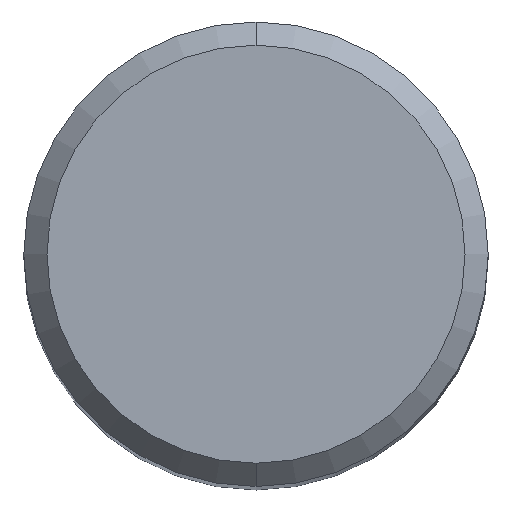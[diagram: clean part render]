
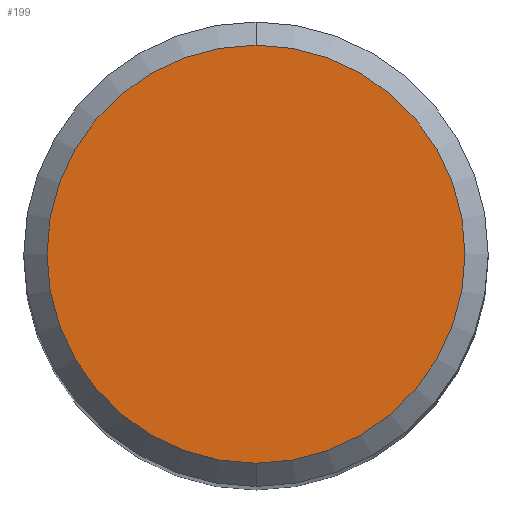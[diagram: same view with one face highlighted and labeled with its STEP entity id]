
A CAD part, top view. The second image highlights one B-rep face of the part: STEP entity #199.
In plain terms, the highlighted planar face has unit normal (0, 0, 1).
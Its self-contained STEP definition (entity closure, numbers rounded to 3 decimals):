
#129=VERTEX_POINT('',#283);
#131=EDGE_CURVE('',#129,#175,#285,.T.);
#175=VERTEX_POINT('',#333);
#187=EDGE_CURVE('',#175,#129,#348,.T.);
#199=ADVANCED_FACE('',(#363),#364,.T.);
#283=CARTESIAN_POINT('',(0.0,3.6,0.0));
#285=CIRCLE('',#457,3.6);
#333=CARTESIAN_POINT('',(0.,-3.6,0.0));
#348=CIRCLE('',#538,3.6);
#363=FACE_OUTER_BOUND('',#556,.T.);
#364=PLANE('',#557);
#457=AXIS2_PLACEMENT_3D('',#635,#636,#637);
#538=AXIS2_PLACEMENT_3D('',#717,#718,#719);
#556=EDGE_LOOP('',(#749,#750));
#557=AXIS2_PLACEMENT_3D('',#751,#752,#753);
#635=CARTESIAN_POINT('',(0.0,0.0,0.0));
#636=DIRECTION('',(0.0,0.0,-1.0));
#637=DIRECTION('',(0.0,1.0,0.0));
#717=CARTESIAN_POINT('',(0.0,0.0,0.0));
#718=DIRECTION('',(0.0,0.0,-1.0));
#719=DIRECTION('',(0.0,1.0,0.0));
#749=ORIENTED_EDGE('',*,*,#131,.F.);
#750=ORIENTED_EDGE('',*,*,#187,.F.);
#751=CARTESIAN_POINT('',(0.0,1.8,0.0));
#752=DIRECTION('',(-0.0,0.0,1.0));
#753=DIRECTION('',(0.0,-1.0,0.0));
